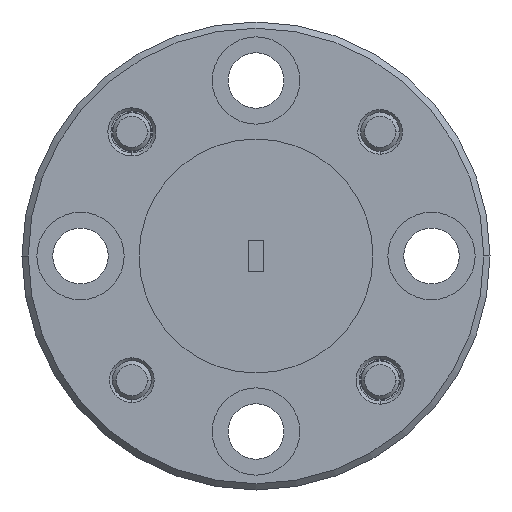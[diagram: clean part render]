
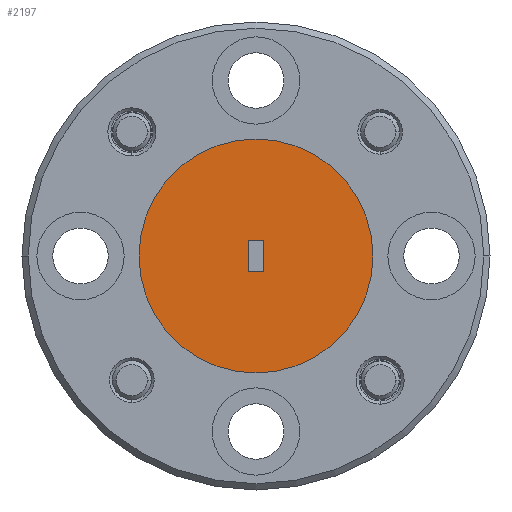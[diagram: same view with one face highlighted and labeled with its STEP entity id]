
A CAD part, left-side view. The second image highlights one B-rep face of the part: STEP entity #2197.
In plain terms, the highlighted planar face has unit normal (-1, 0, 0).
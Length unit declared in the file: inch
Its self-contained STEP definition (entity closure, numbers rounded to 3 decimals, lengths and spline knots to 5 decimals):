
#70 = CARTESIAN_POINT ( 'NONE',  ( 0., 0.01275, 0.0255 ) ) ;
#74 = VERTEX_POINT ( 'NONE', #802 ) ;
#434 = CARTESIAN_POINT ( 'NONE',  ( 0., -0.01275, -0.0255 ) ) ;
#479 = DIRECTION ( 'NONE',  ( 0., -1., 0. ) ) ;
#509 = VECTOR ( 'NONE', #479, 39.37008 ) ;
#510 = VERTEX_POINT ( 'NONE', #2088 ) ;
#524 = EDGE_CURVE ( 'NONE', #2829, #510, #687, .T. ) ;
#562 = ORIENTED_EDGE ( 'NONE', *, *, #2343, .T. ) ;
#587 = DIRECTION ( 'NONE',  ( -1., 0., 0. ) ) ;
#624 = FACE_BOUND ( 'NONE', #4218, .T. ) ;
#687 = CIRCLE ( 'NONE', #2657, 0.1875 ) ;
#784 = EDGE_CURVE ( 'NONE', #74, #1495, #1459, .T. ) ;
#802 = CARTESIAN_POINT ( 'NONE',  ( 0., -0.01275, 0.0255 ) ) ;
#889 = CARTESIAN_POINT ( 'NONE',  ( 0., 0.01275, -0.0255 ) ) ;
#966 = ORIENTED_EDGE ( 'NONE', *, *, #4241, .T. ) ;
#1069 = LINE ( 'NONE', #3258, #4007 ) ;
#1070 = ORIENTED_EDGE ( 'NONE', *, *, #2427, .F. ) ;
#1105 = DIRECTION ( 'NONE',  ( 0., 1., 0. ) ) ;
#1128 = AXIS2_PLACEMENT_3D ( 'NONE', #3970, #1180, #3520 ) ;
#1180 = DIRECTION ( 'NONE',  ( 1., 0., 0. ) ) ;
#1309 = ORIENTED_EDGE ( 'NONE', *, *, #2930, .T. ) ;
#1345 = LINE ( 'NONE', #434, #4118 ) ;
#1459 = LINE ( 'NONE', #3199, #2810 ) ;
#1495 = VERTEX_POINT ( 'NONE', #2730 ) ;
#1599 = DIRECTION ( 'NONE',  ( 0., 0., 1. ) ) ;
#1977 = VERTEX_POINT ( 'NONE', #889 ) ;
#2082 = FACE_OUTER_BOUND ( 'NONE', #3837, .T. ) ;
#2088 = CARTESIAN_POINT ( 'NONE',  ( 0., 0.1875, 0. ) ) ;
#2197 = ADVANCED_FACE ( 'NONE', ( #624, #2082 ), #4243, .T. ) ;
#2238 = DIRECTION ( 'NONE',  ( 0., -1., 0. ) ) ;
#2281 = CARTESIAN_POINT ( 'NONE',  ( 0., 0., 0. ) ) ;
#2343 = EDGE_CURVE ( 'NONE', #3466, #74, #3017, .T. ) ;
#2427 = EDGE_CURVE ( 'NONE', #510, #2829, #3922, .T. ) ;
#2657 = AXIS2_PLACEMENT_3D ( 'NONE', #3092, #4083, #1105 ) ;
#2666 = DIRECTION ( 'NONE',  ( 0., 0., -1. ) ) ;
#2722 = CARTESIAN_POINT ( 'NONE',  ( 0., -0.1875, 0. ) ) ;
#2730 = CARTESIAN_POINT ( 'NONE',  ( 0., -0.01275, -0.0255 ) ) ;
#2766 = DIRECTION ( 'NONE',  ( 0., 1., 0. ) ) ;
#2810 = VECTOR ( 'NONE', #2666, 39.37008 ) ;
#2829 = VERTEX_POINT ( 'NONE', #2722 ) ;
#2930 = EDGE_CURVE ( 'NONE', #1495, #1977, #1345, .T. ) ;
#2939 = ORIENTED_EDGE ( 'NONE', *, *, #524, .F. ) ;
#3017 = LINE ( 'NONE', #4192, #509 ) ;
#3092 = CARTESIAN_POINT ( 'NONE',  ( 0., 0., 0. ) ) ;
#3199 = CARTESIAN_POINT ( 'NONE',  ( 0., -0.01275, -0.0255 ) ) ;
#3258 = CARTESIAN_POINT ( 'NONE',  ( 0., 0.01275, -0.0255 ) ) ;
#3391 = ORIENTED_EDGE ( 'NONE', *, *, #784, .T. ) ;
#3466 = VERTEX_POINT ( 'NONE', #70 ) ;
#3520 = DIRECTION ( 'NONE',  ( 0., 1., 0. ) ) ;
#3826 = AXIS2_PLACEMENT_3D ( 'NONE', #2281, #587, #2238 ) ;
#3837 = EDGE_LOOP ( 'NONE', ( #1070, #2939 ) ) ;
#3922 = CIRCLE ( 'NONE', #1128, 0.1875 ) ;
#3970 = CARTESIAN_POINT ( 'NONE',  ( 0., 0., 0. ) ) ;
#4007 = VECTOR ( 'NONE', #1599, 39.37008 ) ;
#4083 = DIRECTION ( 'NONE',  ( 1., 0., 0. ) ) ;
#4118 = VECTOR ( 'NONE', #2766, 39.37008 ) ;
#4192 = CARTESIAN_POINT ( 'NONE',  ( 0., -0.01275, 0.0255 ) ) ;
#4218 = EDGE_LOOP ( 'NONE', ( #562, #3391, #1309, #966 ) ) ;
#4241 = EDGE_CURVE ( 'NONE', #1977, #3466, #1069, .T. ) ;
#4243 = PLANE ( 'NONE',  #3826 ) ;
